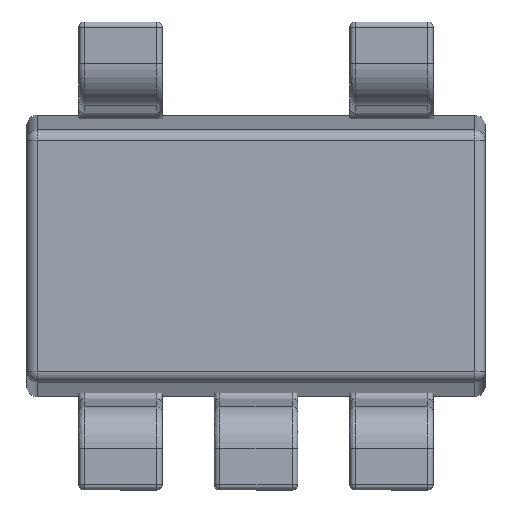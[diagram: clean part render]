
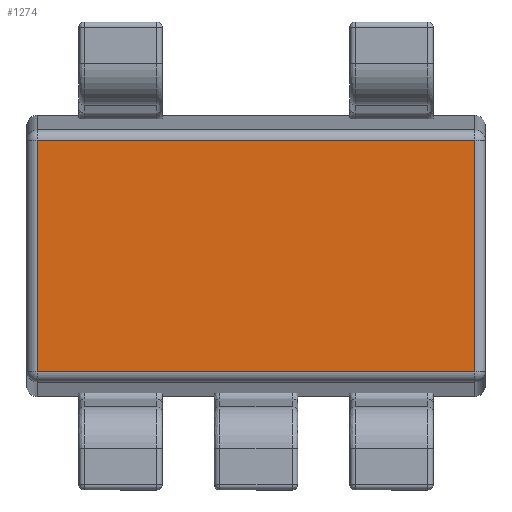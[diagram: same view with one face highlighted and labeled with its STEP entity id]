
A CAD part, front view. The second image highlights one B-rep face of the part: STEP entity #1274.
In plain terms, the highlighted planar face has unit normal (0, -1, 0).
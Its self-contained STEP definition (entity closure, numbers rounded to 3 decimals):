
#126 = VERTEX_POINT ( 'NONE', #242 ) ;
#182 = VERTEX_POINT ( 'NONE', #298 ) ;
#183 = VERTEX_POINT ( 'NONE', #299 ) ;
#197 = VERTEX_POINT ( 'NONE', #313 ) ;
#242 = CARTESIAN_POINT ( 'NONE',  ( -1.05, 0.1, -0.555 ) ) ;
#298 = CARTESIAN_POINT ( 'NONE',  ( 1.05, 0.1, 0.555 ) ) ;
#299 = CARTESIAN_POINT ( 'NONE',  ( 1.05, 0.1, -0.555 ) ) ;
#313 = CARTESIAN_POINT ( 'NONE',  ( -1.05, 0.1, 0.555 ) ) ;
#471 = ORIENTED_EDGE ( 'NONE', *, *, #1364, .T. ) ;
#472 = ORIENTED_EDGE ( 'NONE', *, *, #1365, .T. ) ;
#473 = ORIENTED_EDGE ( 'NONE', *, *, #1366, .T. ) ;
#474 = ORIENTED_EDGE ( 'NONE', *, *, #1367, .T. ) ;
#1153 = LINE ( 'NONE', #1163, #1886 ) ;
#1154 = LINE ( 'NONE', #1160, #1879 ) ;
#1160 = CARTESIAN_POINT ( 'NONE',  ( 1.1, 0.1, -0.555 ) ) ;
#1162 = DIRECTION ( 'NONE',  ( 1., 0., 0. ) ) ;
#1163 = CARTESIAN_POINT ( 'NONE',  ( 1.05, 0.1, -0.6 ) ) ;
#1164 = DIRECTION ( 'NONE',  ( 0., 0., 1. ) ) ;
#1165 = LINE ( 'NONE', #1166, #1884 ) ;
#1166 = CARTESIAN_POINT ( 'NONE',  ( 1.1, 0.1, 0.555 ) ) ;
#1167 = DIRECTION ( 'NONE',  ( -1., 0., 0. ) ) ;
#1168 = LINE ( 'NONE', #1169, #1883 ) ;
#1169 = CARTESIAN_POINT ( 'NONE',  ( -1.05, 0.1, -0.6 ) ) ;
#1170 = DIRECTION ( 'NONE',  ( 0., 0., -1. ) ) ;
#1274 = ADVANCED_FACE ( 'NONE', ( #2329 ), #2323, .F. ) ;
#1364 = EDGE_CURVE ( 'NONE', #126, #183, #1154, .T. ) ;
#1365 = EDGE_CURVE ( 'NONE', #183, #182, #1153, .T. ) ;
#1366 = EDGE_CURVE ( 'NONE', #182, #197, #1165, .T. ) ;
#1367 = EDGE_CURVE ( 'NONE', #197, #126, #1168, .T. ) ;
#1789 = EDGE_LOOP ( 'NONE', ( #471, #472, #473, #474 ) ) ;
#1879 = VECTOR ( 'NONE', #1162, 1000. ) ;
#1883 = VECTOR ( 'NONE', #1170, 1000. ) ;
#1884 = VECTOR ( 'NONE', #1167, 1000. ) ;
#1886 = VECTOR ( 'NONE', #1164, 1000. ) ;
#1940 = AXIS2_PLACEMENT_3D ( 'NONE', #2325, #2331, #2332 ) ;
#2323 = PLANE ( 'NONE',  #1940 ) ;
#2325 = CARTESIAN_POINT ( 'NONE',  ( 1.1, 0.1, -0.6 ) ) ;
#2329 = FACE_OUTER_BOUND ( 'NONE', #1789, .T. ) ;
#2331 = DIRECTION ( 'NONE',  ( 0., 1., 0. ) ) ;
#2332 = DIRECTION ( 'NONE',  ( 0., 0., 1. ) ) ;
